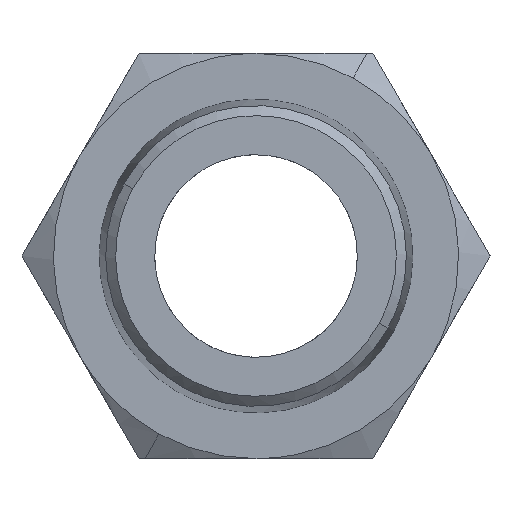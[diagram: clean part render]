
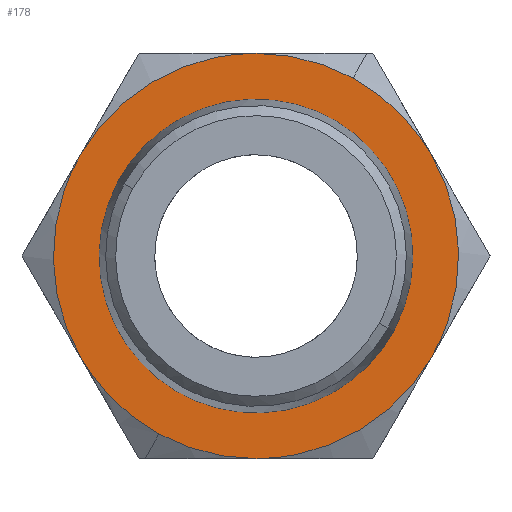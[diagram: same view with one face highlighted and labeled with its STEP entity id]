
A CAD part, front view. The second image highlights one B-rep face of the part: STEP entity #178.
In plain terms, the highlighted planar face has unit normal (0, -1, 0).
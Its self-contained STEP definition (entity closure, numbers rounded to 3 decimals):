
#11=FACE_BOUND('',#249,.T.);
#16=(
BOUNDED_CURVE()
B_SPLINE_CURVE(2,(#1109,#1110,#1111),.UNSPECIFIED.,.F.,.F.)
B_SPLINE_CURVE_WITH_KNOTS((3,3),(0.,4.651),.UNSPECIFIED.)
CURVE()
GEOMETRIC_REPRESENTATION_ITEM()
RATIONAL_B_SPLINE_CURVE((1.,0.963,1.))
REPRESENTATION_ITEM('')
);
#17=(
BOUNDED_CURVE()
B_SPLINE_CURVE(2,(#1112,#1113,#1114,#1115,#1116),.UNSPECIFIED.,.F.,.F.)
B_SPLINE_CURVE_WITH_KNOTS((3,2,3),(-20.667,-10.333,
0.),.UNSPECIFIED.)
CURVE()
GEOMETRIC_REPRESENTATION_ITEM()
RATIONAL_B_SPLINE_CURVE((1.,0.707,1.,0.707,1.))
REPRESENTATION_ITEM('')
);
#18=(
BOUNDED_CURVE()
B_SPLINE_CURVE(2,(#1117,#1118,#1119,#1120,#1121),.UNSPECIFIED.,.F.,.F.)
B_SPLINE_CURVE_WITH_KNOTS((3,2,3),(-20.667,-10.333,
0.),.UNSPECIFIED.)
CURVE()
GEOMETRIC_REPRESENTATION_ITEM()
RATIONAL_B_SPLINE_CURVE((1.,0.707,1.,0.707,1.))
REPRESENTATION_ITEM('')
);
#19=(
BOUNDED_CURVE()
B_SPLINE_CURVE(2,(#1122,#1123,#1124),.UNSPECIFIED.,.F.,.F.)
B_SPLINE_CURVE_WITH_KNOTS((3,3),(0.,4.651),.UNSPECIFIED.)
CURVE()
GEOMETRIC_REPRESENTATION_ITEM()
RATIONAL_B_SPLINE_CURVE((1.,0.963,1.))
REPRESENTATION_ITEM('')
);
#20=(
BOUNDED_CURVE()
B_SPLINE_CURVE(2,(#1125,#1126,#1127),.UNSPECIFIED.,.F.,.F.)
B_SPLINE_CURVE_WITH_KNOTS((3,3),(0.,4.25),.UNSPECIFIED.)
CURVE()
GEOMETRIC_REPRESENTATION_ITEM()
RATIONAL_B_SPLINE_CURVE((1.,0.969,1.))
REPRESENTATION_ITEM('')
);
#21=(
BOUNDED_CURVE()
B_SPLINE_CURVE(2,(#1128,#1129,#1130),.UNSPECIFIED.,.F.,.F.)
B_SPLINE_CURVE_WITH_KNOTS((3,3),(0.,8.901),.UNSPECIFIED.)
CURVE()
GEOMETRIC_REPRESENTATION_ITEM()
RATIONAL_B_SPLINE_CURVE((1.,0.866,1.))
REPRESENTATION_ITEM('')
);
#22=(
BOUNDED_CURVE()
B_SPLINE_CURVE(2,(#1131,#1132,#1133),.UNSPECIFIED.,.F.,.F.)
B_SPLINE_CURVE_WITH_KNOTS((3,3),(0.,8.901),.UNSPECIFIED.)
CURVE()
GEOMETRIC_REPRESENTATION_ITEM()
RATIONAL_B_SPLINE_CURVE((1.,0.866,1.))
REPRESENTATION_ITEM('')
);
#23=(
BOUNDED_CURVE()
B_SPLINE_CURVE(2,(#1134,#1135,#1136),.UNSPECIFIED.,.F.,.F.)
B_SPLINE_CURVE_WITH_KNOTS((3,3),(0.,4.25),.UNSPECIFIED.)
CURVE()
GEOMETRIC_REPRESENTATION_ITEM()
RATIONAL_B_SPLINE_CURVE((1.,0.969,1.))
REPRESENTATION_ITEM('')
);
#24=(
BOUNDED_CURVE()
B_SPLINE_CURVE(2,(#1137,#1138,#1139),.UNSPECIFIED.,.F.,.F.)
B_SPLINE_CURVE_WITH_KNOTS((3,3),(0.,8.901),.UNSPECIFIED.)
CURVE()
GEOMETRIC_REPRESENTATION_ITEM()
RATIONAL_B_SPLINE_CURVE((1.,0.866,1.))
REPRESENTATION_ITEM('')
);
#25=(
BOUNDED_CURVE()
B_SPLINE_CURVE(2,(#1140,#1141,#1142),.UNSPECIFIED.,.F.,.F.)
B_SPLINE_CURVE_WITH_KNOTS((3,3),(0.,8.901),.UNSPECIFIED.)
CURVE()
GEOMETRIC_REPRESENTATION_ITEM()
RATIONAL_B_SPLINE_CURVE((1.,0.866,1.))
REPRESENTATION_ITEM('')
);
#178=ADVANCED_FACE('',(#213,#11),#861,.T.);
#213=FACE_OUTER_BOUND('',#248,.T.);
#248=EDGE_LOOP('',(#301,#302,#303,#304,#305,#306,#307,#308));
#249=EDGE_LOOP('',(#309,#310));
#301=ORIENTED_EDGE('',*,*,#465,.F.);
#302=ORIENTED_EDGE('',*,*,#466,.F.);
#303=ORIENTED_EDGE('',*,*,#467,.F.);
#304=ORIENTED_EDGE('',*,*,#461,.F.);
#305=ORIENTED_EDGE('',*,*,#468,.F.);
#306=ORIENTED_EDGE('',*,*,#470,.F.);
#307=ORIENTED_EDGE('',*,*,#469,.F.);
#308=ORIENTED_EDGE('',*,*,#464,.F.);
#309=ORIENTED_EDGE('',*,*,#463,.F.);
#310=ORIENTED_EDGE('',*,*,#462,.F.);
#461=EDGE_CURVE('',#720,#719,#16,.T.);
#462=EDGE_CURVE('',#726,#725,#17,.T.);
#463=EDGE_CURVE('',#725,#726,#18,.T.);
#464=EDGE_CURVE('',#721,#722,#19,.T.);
#465=EDGE_CURVE('',#723,#721,#20,.T.);
#466=EDGE_CURVE('',#724,#723,#21,.T.);
#467=EDGE_CURVE('',#719,#724,#22,.T.);
#468=EDGE_CURVE('',#718,#720,#23,.T.);
#469=EDGE_CURVE('',#722,#717,#24,.T.);
#470=EDGE_CURVE('',#717,#718,#25,.T.);
#717=VERTEX_POINT('',#1099);
#718=VERTEX_POINT('',#1100);
#719=VERTEX_POINT('',#1101);
#720=VERTEX_POINT('',#1102);
#721=VERTEX_POINT('',#1103);
#722=VERTEX_POINT('',#1104);
#723=VERTEX_POINT('',#1105);
#724=VERTEX_POINT('',#1106);
#725=VERTEX_POINT('',#1107);
#726=VERTEX_POINT('',#1108);
#861=PLANE('',#958);
#958=AXIS2_PLACEMENT_3D('',#1098,#970,$);
#970=DIRECTION('',(0.,-1.,0.));
#1098=CARTESIAN_POINT('',(-11.838,11.,10.772));
#1099=CARTESIAN_POINT('',(7.361,11.,-4.25));
#1100=CARTESIAN_POINT('',(0.,11.,-8.5));
#1101=CARTESIAN_POINT('',(-7.361,11.,-4.25));
#1102=CARTESIAN_POINT('',(-4.075,11.,-7.459));
#1103=CARTESIAN_POINT('',(4.075,11.,7.459));
#1104=CARTESIAN_POINT('',(7.361,11.,4.25));
#1105=CARTESIAN_POINT('',(0.,11.,8.5));
#1106=CARTESIAN_POINT('',(-7.361,11.,4.25));
#1107=CARTESIAN_POINT('',(-5.773,11.,3.154));
#1108=CARTESIAN_POINT('',(5.773,11.,-3.154));
#1109=CARTESIAN_POINT('',(-4.075,11.,-7.459));
#1110=CARTESIAN_POINT('',(-6.169,11.,-6.316));
#1111=CARTESIAN_POINT('',(-7.361,11.,-4.25));
#1112=CARTESIAN_POINT('',(5.773,11.,-3.154));
#1113=CARTESIAN_POINT('',(8.927,11.,2.619));
#1114=CARTESIAN_POINT('',(3.154,11.,5.773));
#1115=CARTESIAN_POINT('',(-2.619,11.,8.927));
#1116=CARTESIAN_POINT('',(-5.773,11.,3.154));
#1117=CARTESIAN_POINT('',(-5.773,11.,3.154));
#1118=CARTESIAN_POINT('',(-8.927,11.,-2.619));
#1119=CARTESIAN_POINT('',(-3.154,11.,-5.773));
#1120=CARTESIAN_POINT('',(2.619,11.,-8.927));
#1121=CARTESIAN_POINT('',(5.773,11.,-3.154));
#1122=CARTESIAN_POINT('',(4.075,11.,7.459));
#1123=CARTESIAN_POINT('',(6.169,11.,6.316));
#1124=CARTESIAN_POINT('',(7.361,11.,4.25));
#1125=CARTESIAN_POINT('',(0.,11.,8.5));
#1126=CARTESIAN_POINT('',(2.17,11.,8.5));
#1127=CARTESIAN_POINT('',(4.075,11.,7.459));
#1128=CARTESIAN_POINT('',(-7.361,11.,4.25));
#1129=CARTESIAN_POINT('',(-4.907,11.,8.5));
#1130=CARTESIAN_POINT('',(0.,11.,8.5));
#1131=CARTESIAN_POINT('',(-7.361,11.,-4.25));
#1132=CARTESIAN_POINT('',(-9.815,11.,0.));
#1133=CARTESIAN_POINT('',(-7.361,11.,4.25));
#1134=CARTESIAN_POINT('',(0.,11.,-8.5));
#1135=CARTESIAN_POINT('',(-2.17,11.,-8.5));
#1136=CARTESIAN_POINT('',(-4.075,11.,-7.459));
#1137=CARTESIAN_POINT('',(7.361,11.,4.25));
#1138=CARTESIAN_POINT('',(9.815,11.,0.));
#1139=CARTESIAN_POINT('',(7.361,11.,-4.25));
#1140=CARTESIAN_POINT('',(7.361,11.,-4.25));
#1141=CARTESIAN_POINT('',(4.907,11.,-8.5));
#1142=CARTESIAN_POINT('',(0.,11.,-8.5));
